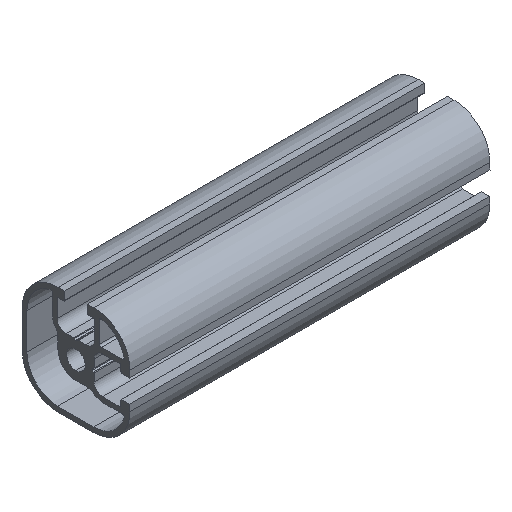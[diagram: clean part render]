
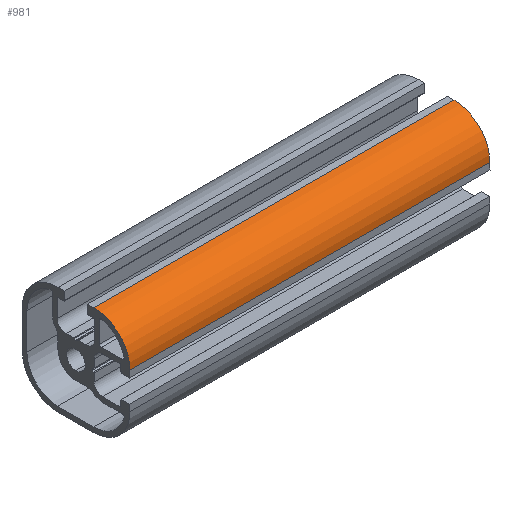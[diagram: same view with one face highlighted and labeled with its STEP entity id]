
A CAD part, isometric view. The second image highlights one B-rep face of the part: STEP entity #981.
In plain terms, the highlighted cylindrical face has radius 10 mm (diameter 20 mm), a partial arc.
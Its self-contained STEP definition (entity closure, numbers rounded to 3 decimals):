
#44 = ORIENTED_EDGE ( 'NONE', *, *, #1791, .T. ) ;
#52 = ORIENTED_EDGE ( 'NONE', *, *, #1793, .T. ) ;
#53 = ORIENTED_EDGE ( 'NONE', *, *, #1794, .F. ) ;
#548 = VERTEX_POINT ( 'NONE', #2507 ) ;
#641 = VERTEX_POINT ( 'NONE', #2349 ) ;
#644 = EDGE_LOOP ( 'NONE', ( #52, #53, #1002, #44 ) ) ;
#684 = VERTEX_POINT ( 'NONE', #2380 ) ;
#726 = VECTOR ( 'NONE', #1357, 1000. ) ;
#728 = LINE ( 'NONE', #1363, #726 ) ;
#730 = CIRCLE ( 'NONE', #1597, 10. ) ;
#731 = VECTOR ( 'NONE', #1364, 1000. ) ;
#732 = CIRCLE ( 'NONE', #1598, 10. ) ;
#734 = LINE ( 'NONE', #1362, #731 ) ;
#808 = CYLINDRICAL_SURFACE ( 'NONE', #1579, 10. ) ;
#812 = FACE_OUTER_BOUND ( 'NONE', #644, .T. ) ;
#981 = ADVANCED_FACE ( 'NONE', ( #812 ), #808, .T. ) ;
#1002 = ORIENTED_EDGE ( 'NONE', *, *, #1795, .F. ) ;
#1185 = VERTEX_POINT ( 'NONE', #1326 ) ;
#1326 = CARTESIAN_POINT ( 'NONE',  ( -43.99, 14.28, 421.316 ) ) ;
#1357 = DIRECTION ( 'NONE',  ( -1., 0., 0. ) ) ;
#1362 = CARTESIAN_POINT ( 'NONE',  ( 56.01, 14.28, 421.316 ) ) ;
#1363 = CARTESIAN_POINT ( 'NONE',  ( 56.01, 4.28, 411.316 ) ) ;
#1364 = DIRECTION ( 'NONE',  ( -1., 0., 0. ) ) ;
#1367 = CARTESIAN_POINT ( 'NONE',  ( -43.99, 14.28, 411.316 ) ) ;
#1368 = DIRECTION ( 'NONE',  ( 1., 0., 0. ) ) ;
#1369 = DIRECTION ( 'NONE',  ( 0., 0., -1. ) ) ;
#1372 = CARTESIAN_POINT ( 'NONE',  ( 56.01, 14.28, 411.316 ) ) ;
#1373 = DIRECTION ( 'NONE',  ( 1., 0., 0. ) ) ;
#1374 = DIRECTION ( 'NONE',  ( 0., 0., -1. ) ) ;
#1579 = AXIS2_PLACEMENT_3D ( 'NONE', #2161, #2159, #2154 ) ;
#1597 = AXIS2_PLACEMENT_3D ( 'NONE', #1367, #1368, #1369 ) ;
#1598 = AXIS2_PLACEMENT_3D ( 'NONE', #1372, #1373, #1374 ) ;
#1791 = EDGE_CURVE ( 'NONE', #548, #1185, #734, .T. ) ;
#1793 = EDGE_CURVE ( 'NONE', #1185, #684, #730, .T. ) ;
#1794 = EDGE_CURVE ( 'NONE', #641, #684, #728, .T. ) ;
#1795 = EDGE_CURVE ( 'NONE', #548, #641, #732, .T. ) ;
#2154 = DIRECTION ( 'NONE',  ( 0., 0., 1. ) ) ;
#2159 = DIRECTION ( 'NONE',  ( -1., 0., 0. ) ) ;
#2161 = CARTESIAN_POINT ( 'NONE',  ( 56.01, 14.28, 411.316 ) ) ;
#2349 = CARTESIAN_POINT ( 'NONE',  ( 56.01, 4.28, 411.316 ) ) ;
#2380 = CARTESIAN_POINT ( 'NONE',  ( -43.99, 4.28, 411.316 ) ) ;
#2507 = CARTESIAN_POINT ( 'NONE',  ( 56.01, 14.28, 421.316 ) ) ;
